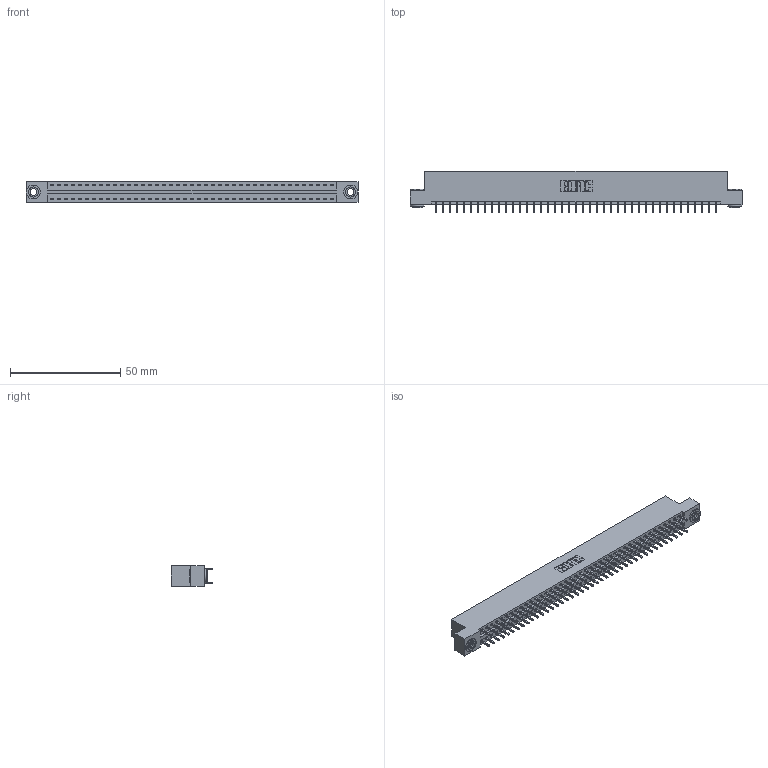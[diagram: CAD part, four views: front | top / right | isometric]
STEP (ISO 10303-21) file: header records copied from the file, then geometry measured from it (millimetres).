
FILE_DESCRIPTION (( 'STEP AP203' ), '1' );
FILE_NAME ('346-082-521-203.STEP', '2018-08-29T08:59:47', ( '' ), ( '' ), 'SwSTEP 2.0', 'SolidWorks 2016', '' );
FILE_SCHEMA (( 'CONFIG_CONTROL_DESIGN' ));
Length unit declared in the file: inch
Products named in the file (4): 345-292-001_345-293-121; 345-250-002_345-250-002-102; 346-082-521-203; 346 Part_Flush Mounting Lugs - 0.156 Dia-TH
Assembly tree (85 placements, depth 2):
  346-082-521-203
    346 Part_Flush Mounting Lugs - 0.156 Dia-TH
    345-292-001_345-293-121  x82
    345-250-002_345-250-002-102  x2
Bounding box: 150.75 x 19.05 x 9.4 mm (x, y, z)
Volume: 14678.1 mm3; surface area: 20149.1 mm2
Topology: 85 solids, 85 shells, 4424 faces, 13115 edges, 8630 vertices
Faces by surface type: plane 2956, cylinder 1460, cone 8
Entity records: 27560 total; most frequent: CARTESIAN_POINT 4519, ORIENTED_EDGE 4446, DIRECTION 4065, EDGE_CURVE 2223, LINE 1903, VECTOR 1903, VERTEX_POINT 1478, AXIS2_PLACEMENT_3D 1081
